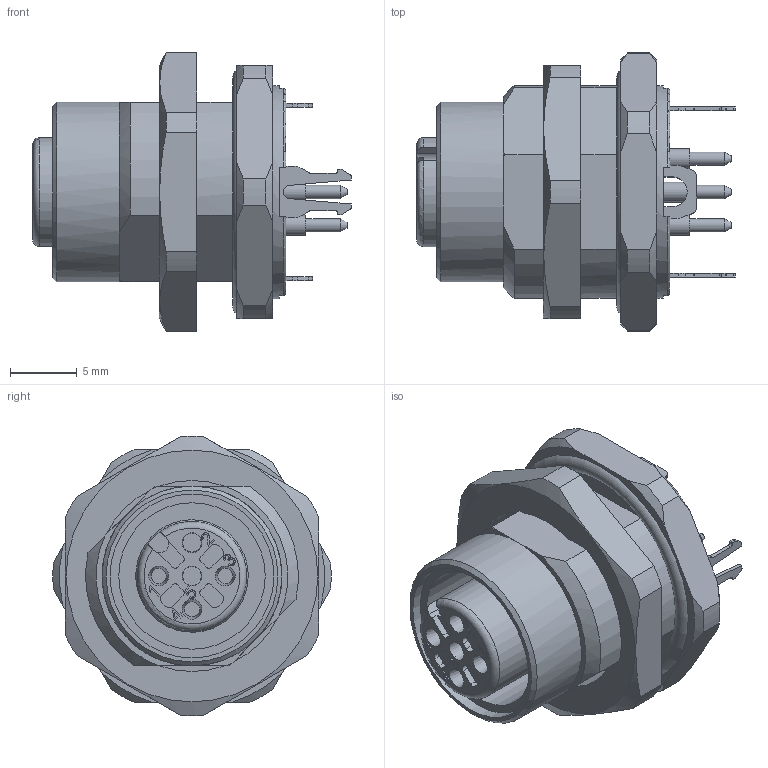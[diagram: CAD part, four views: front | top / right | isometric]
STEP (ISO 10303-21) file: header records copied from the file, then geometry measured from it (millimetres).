
FILE_DESCRIPTION(/* description */ (''),/* implementation_level */ '2;1');
FILE_NAME(/* name */ 'AL-FHM12KSA3-P_M16.stp',/* time_stamp */ '2018-07-05T11:49:45+02:00',/* author */ (''),/* organization */ (''),/* preprocessor_version */ 'ST-DEVELOPER v16',/* originating_system */ 'SIEMENS PLM Software NX 10.0',/* authorisation */ '');
FILE_SCHEMA (('AUTOMOTIVE_DESIGN { 1 0 10303 214 3 1 1 1 }'));
Length unit declared in the file: millimetre
Products named in the file (1): v.sh064030B7dqz6
Bounding box: 23.9 x 20.89 x 20.99 mm (x, y, z)
Volume: 3310.6 mm3; surface area: 2927.1 mm2
Topology: 2 solids, 2 shells, 339 faces, 950 edges, 629 vertices
Faces by surface type: plane 173, cylinder 95, extrusion 32, cone 28, torus 11
Full cylindrical faces by diameter (mm): 1 x3, 1.15 x3, 1.5 x3, 11 x1, 12.3 x1, 13.5 x1, 16 x2
Entity records: 11471 total; most frequent: CARTESIAN_POINT 2974, ORIENTED_EDGE 1828, DIRECTION 1615, EDGE_CURVE 914, VERTEX_POINT 622, AXIS2_PLACEMENT_3D 555, VECTOR 505, LINE 473
